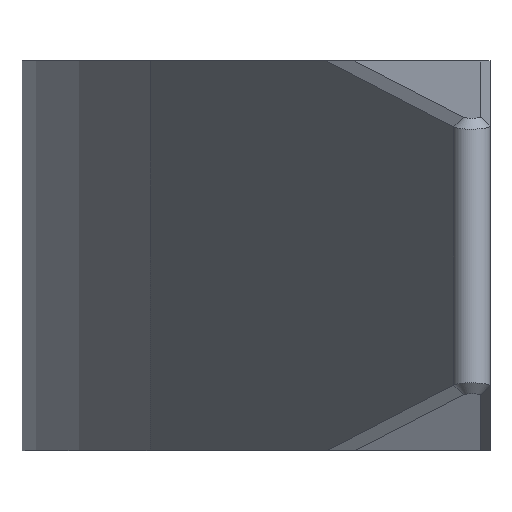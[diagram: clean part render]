
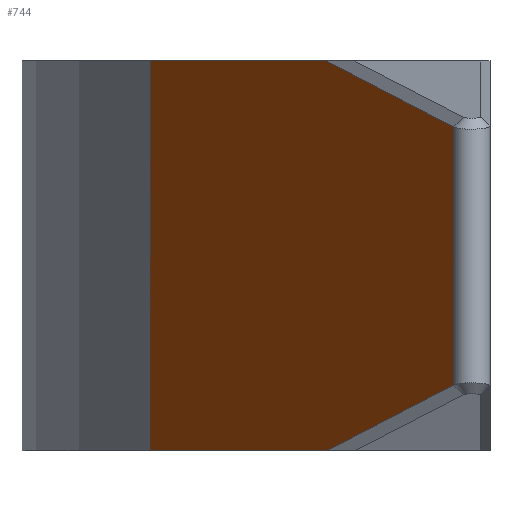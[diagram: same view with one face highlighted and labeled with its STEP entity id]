
A CAD part, front view. The second image highlights one B-rep face of the part: STEP entity #744.
In plain terms, the highlighted planar face has unit normal (-0.943, -0.334, 0).
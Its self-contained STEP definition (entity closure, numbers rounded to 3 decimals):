
#50=FACE_OUTER_BOUND('',#92,.T.);
#92=EDGE_LOOP('',(#547,#548,#549,#550,#551,#552));
#178=LINE('',#1121,#250);
#189=LINE('',#1161,#261);
#192=LINE('',#1170,#264);
#193=LINE('',#1172,#265);
#194=LINE('',#1173,#266);
#195=LINE('',#1174,#267);
#250=VECTOR('',#892,1.);
#261=VECTOR('',#931,1.);
#264=VECTOR('',#940,1.);
#265=VECTOR('',#941,1.);
#266=VECTOR('',#942,1.);
#267=VECTOR('',#943,1.);
#326=VERTEX_POINT('',#1118);
#327=VERTEX_POINT('',#1120);
#342=VERTEX_POINT('',#1160);
#344=VERTEX_POINT('',#1168);
#345=VERTEX_POINT('',#1169);
#346=VERTEX_POINT('',#1171);
#402=EDGE_CURVE('',#326,#327,#178,.T.);
#422=EDGE_CURVE('',#327,#342,#189,.T.);
#426=EDGE_CURVE('',#344,#345,#192,.T.);
#427=EDGE_CURVE('',#345,#346,#193,.T.);
#428=EDGE_CURVE('',#346,#342,#194,.T.);
#429=EDGE_CURVE('',#344,#326,#195,.T.);
#547=ORIENTED_EDGE('',*,*,#426,.T.);
#548=ORIENTED_EDGE('',*,*,#427,.T.);
#549=ORIENTED_EDGE('',*,*,#428,.T.);
#550=ORIENTED_EDGE('',*,*,#422,.F.);
#551=ORIENTED_EDGE('',*,*,#402,.F.);
#552=ORIENTED_EDGE('',*,*,#429,.F.);
#719=PLANE('',#816);
#744=ADVANCED_FACE('',(#50),#719,.T.);
#816=AXIS2_PLACEMENT_3D('',#1167,#938,#939);
#892=DIRECTION('',(-0.334,0.943,0.));
#931=DIRECTION('',(0.,0.,1.));
#938=DIRECTION('center_axis',(-0.943,-0.334,0.));
#939=DIRECTION('ref_axis',(-0.334,0.943,0.));
#940=DIRECTION('',(0.,0.,1.));
#941=DIRECTION('',(-0.329,0.929,0.17));
#942=DIRECTION('',(-0.334,0.943,0.));
#943=DIRECTION('',(-0.329,0.929,-0.17));
#1118=CARTESIAN_POINT('',(16.374,-85.098,-10.5));
#1120=CARTESIAN_POINT('',(6.894,-58.354,-10.5));
#1121=CARTESIAN_POINT('',(25.2,-110.,-10.5));
#1160=CARTESIAN_POINT('',(6.894,-58.354,10.5));
#1161=CARTESIAN_POINT('',(6.894,-58.354,-10.5));
#1167=CARTESIAN_POINT('Origin',(25.2,-110.,-10.5));
#1168=CARTESIAN_POINT('',(23.257,-104.519,-6.946));
#1169=CARTESIAN_POINT('',(23.257,-104.519,6.946));
#1170=CARTESIAN_POINT('',(23.257,-104.519,-6.451));
#1171=CARTESIAN_POINT('',(16.374,-85.098,10.5));
#1172=CARTESIAN_POINT('',(23.229,-104.439,6.961));
#1173=CARTESIAN_POINT('',(25.2,-110.,10.5));
#1174=CARTESIAN_POINT('',(23.229,-104.439,-6.961));
